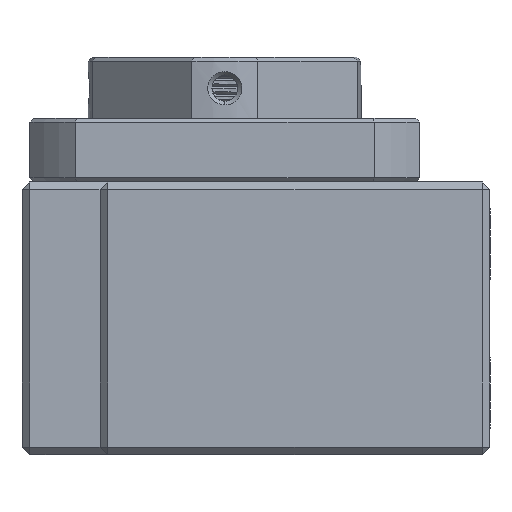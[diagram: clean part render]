
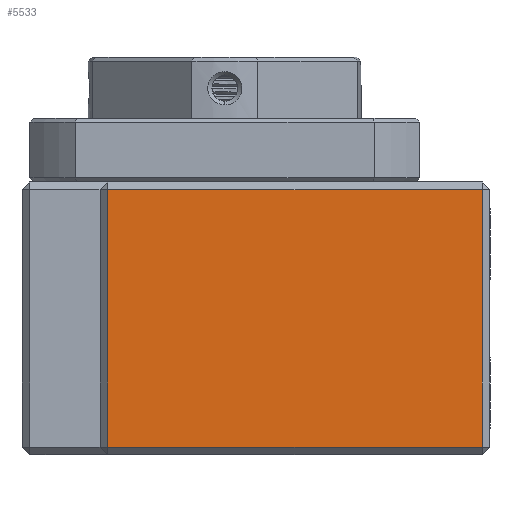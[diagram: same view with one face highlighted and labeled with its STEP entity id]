
A CAD part, left-side view. The second image highlights one B-rep face of the part: STEP entity #5533.
In plain terms, the highlighted planar face has unit normal (-1, 0, 0).
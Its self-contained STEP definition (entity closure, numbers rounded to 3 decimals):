
#445 = DIRECTION ( 'NONE',  ( 0., 0., -1. ) ) ;
#529 = VECTOR ( 'NONE', #18576, 1000. ) ;
#1983 = CARTESIAN_POINT ( 'NONE',  ( -44., 1., -16.5 ) ) ;
#2506 = EDGE_LOOP ( 'NONE', ( #22727, #20139, #4191, #3430 ) ) ;
#2990 = CARTESIAN_POINT ( 'NONE',  ( -44., 50., 17.5 ) ) ;
#3430 = ORIENTED_EDGE ( 'NONE', *, *, #10126, .T. ) ;
#3808 = DIRECTION ( 'NONE',  ( 0., -1., 0. ) ) ;
#4191 = ORIENTED_EDGE ( 'NONE', *, *, #26857, .F. ) ;
#4417 = VECTOR ( 'NONE', #445, 1000. ) ;
#5533 = ADVANCED_FACE ( 'NONE', ( #33763 ), #9507, .F. ) ;
#5976 = EDGE_CURVE ( 'NONE', #27921, #21153, #21524, .T. ) ;
#8498 = CARTESIAN_POINT ( 'NONE',  ( -44., 50., -16.5 ) ) ;
#9507 = PLANE ( 'NONE',  #22676 ) ;
#10126 = EDGE_CURVE ( 'NONE', #24087, #30675, #21930, .T. ) ;
#11163 = DIRECTION ( 'NONE',  ( 0., 0., 1. ) ) ;
#12438 = DIRECTION ( 'NONE',  ( 0., 1., 0. ) ) ;
#13729 = LINE ( 'NONE', #31447, #4417 ) ;
#18576 = DIRECTION ( 'NONE',  ( 0., -1., 0. ) ) ;
#20139 = ORIENTED_EDGE ( 'NONE', *, *, #5976, .F. ) ;
#20856 = CARTESIAN_POINT ( 'NONE',  ( -44., 50., 16.5 ) ) ;
#21078 = VECTOR ( 'NONE', #11163, 1000. ) ;
#21153 = VERTEX_POINT ( 'NONE', #39936 ) ;
#21286 = VECTOR ( 'NONE', #3808, 1000. ) ;
#21524 = LINE ( 'NONE', #20856, #21286 ) ;
#21626 = EDGE_CURVE ( 'NONE', #21153, #30675, #13729, .T. ) ;
#21930 = LINE ( 'NONE', #8498, #529 ) ;
#22676 = AXIS2_PLACEMENT_3D ( 'NONE', #2990, #33096, #12438 ) ;
#22727 = ORIENTED_EDGE ( 'NONE', *, *, #21626, .F. ) ;
#24087 = VERTEX_POINT ( 'NONE', #39109 ) ;
#26857 = EDGE_CURVE ( 'NONE', #24087, #27921, #37922, .T. ) ;
#27921 = VERTEX_POINT ( 'NONE', #40578 ) ;
#30675 = VERTEX_POINT ( 'NONE', #1983 ) ;
#31447 = CARTESIAN_POINT ( 'NONE',  ( -44., 1., 17.5 ) ) ;
#31594 = CARTESIAN_POINT ( 'NONE',  ( -44., 49., 17.5 ) ) ;
#33096 = DIRECTION ( 'NONE',  ( 1., 0., 0. ) ) ;
#33763 = FACE_OUTER_BOUND ( 'NONE', #2506, .T. ) ;
#37922 = LINE ( 'NONE', #31594, #21078 ) ;
#39109 = CARTESIAN_POINT ( 'NONE',  ( -44., 49., -16.5 ) ) ;
#39936 = CARTESIAN_POINT ( 'NONE',  ( -44., 1., 16.5 ) ) ;
#40578 = CARTESIAN_POINT ( 'NONE',  ( -44., 49., 16.5 ) ) ;
